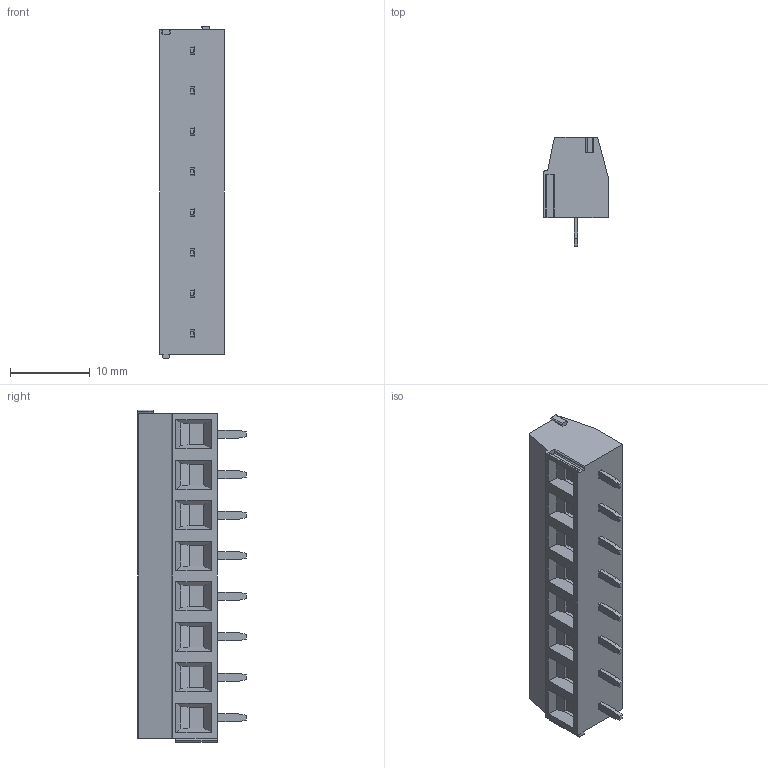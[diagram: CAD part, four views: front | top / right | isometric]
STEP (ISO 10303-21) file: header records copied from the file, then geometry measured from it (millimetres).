
FILE_DESCRIPTION((''),'2;1');
FILE_NAME('TL308V','2024-12-14T',('yanfa'),(''),'PRO/ENGINEER BY PARAMETRIC TECHNOLOGY CORPORATION, 2009280','PRO/ENGINEER BY PARAMETRIC TECHNOLOGY CORPORATION, 2009280','');
FILE_SCHEMA(('AUTOMOTIVE_DESIGN_CC2 { 1 2 10303 214 -1 1 5 2 }'));
Length unit declared in the file: millimetre
Products named in the file (1): TL308V
Bounding box: 8.1 x 13.65 x 41.64 mm (x, y, z)
Volume: 2761 mm3; surface area: 1981.2 mm2
Topology: 1 solids, 1 shells, 352 faces, 882 edges, 556 vertices
Faces by surface type: plane 213, cylinder 91, cone 32, torus 16
Entity records: 10536 total; most frequent: CARTESIAN_POINT 1982, DIRECTION 1784, ORIENTED_EDGE 1764, EDGE_CURVE 882, VECTOR 620, LINE 620, AXIS2_PLACEMENT_3D 582, VERTEX_POINT 556
